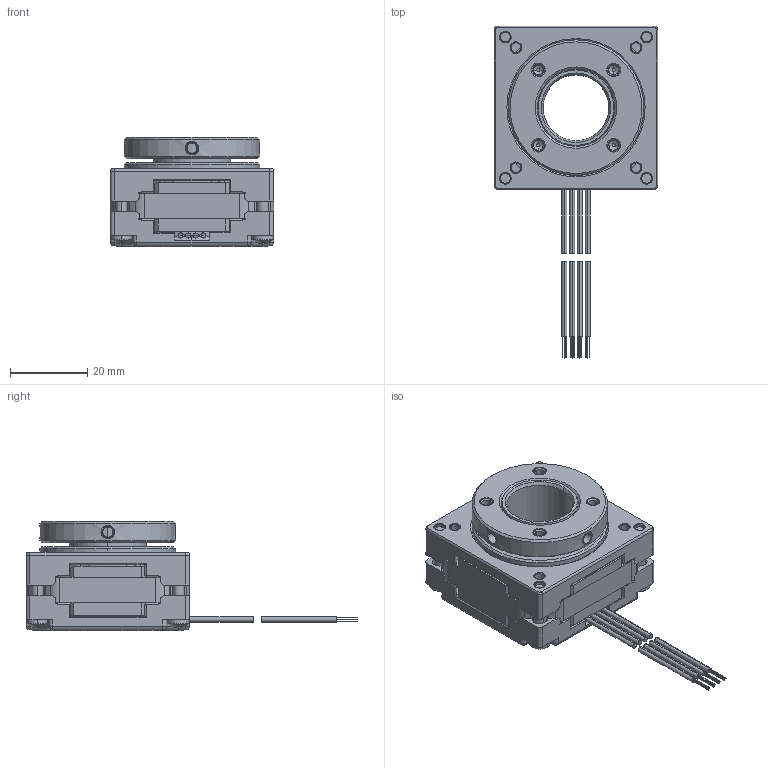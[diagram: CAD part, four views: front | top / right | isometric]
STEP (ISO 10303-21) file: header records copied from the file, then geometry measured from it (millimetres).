
FILE_DESCRIPTION((''),'2;1');
FILE_NAME('4611110074102_ASM','2024-04-16T17:11:53',('ms26442'),(''),'CREO PARAMETRIC BY PTC INC, 2018100','CREO PARAMETRIC BY PTC INC, 2018100','');
FILE_SCHEMA(('CONFIG_CONTROL_DESIGN'));
Products named in the file (24): 4613102101722; 3698153001049; 3698153001050; 4613104026747_ASM; 4634140203854; 4613103016589_ASM; 4219121306413; 4331101001003; 4333201502497; 4613106100993_AF0; 4693220001295_AF0; 4613106100993_AF1; 4613107115461_AF0_ASM; 4332101306113_AF0; 4613107115402_ASM; 4333201501912; 4219121306419; 4294440200287; 4294404000349; 4294440100795; 4613153002174_ASM; 3219720007472; 4394000103370; 4611110074102_ASM
Assembly tree (27 placements, depth 5):
  4611110074102_ASM
    4613153002174_ASM
      4613103016589_ASM
        4613104026747_ASM
          4613102101722
          3698153001049
          3698153001050
        4634140203854
      4219121306413
      4331101001003  x2
      4333201502497
      4613107115402_ASM
        4613107115461_AF0_ASM
          4613106100993_AF0
          4693220001295_AF0
          4613106100993_AF1
        4332101306113_AF0
      4333201501912
      4219121306419
      4294440200287
      4294404000349  x4
      4294440100795
    3219720007472
    4394000103370
Bounding box: 42.2 x 85.7 x 28.15 mm (x, y, z)
Volume: 25745.5 mm3; surface area: 38683.4 mm2
Topology: 29 solids, 53 shells, 3169 faces, 8773 edges, 5766 vertices
Faces by surface type: cylinder 1634, plane 1299, cone 170, torus 38, sphere 20, bspline 8
Entity records: 100709 total; most frequent: CARTESIAN_POINT 19746, DIRECTION 17627, ORIENTED_EDGE 16778, EDGE_CURVE 8445, AXIS2_PLACEMENT_3D 6453, VERTEX_POINT 5556, VECTOR 4721, LINE 4721
